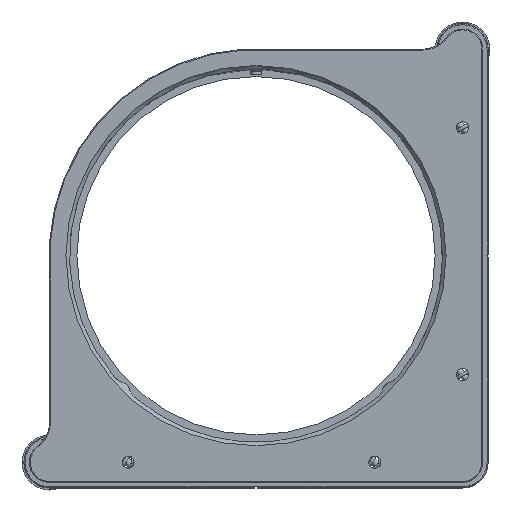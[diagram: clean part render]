
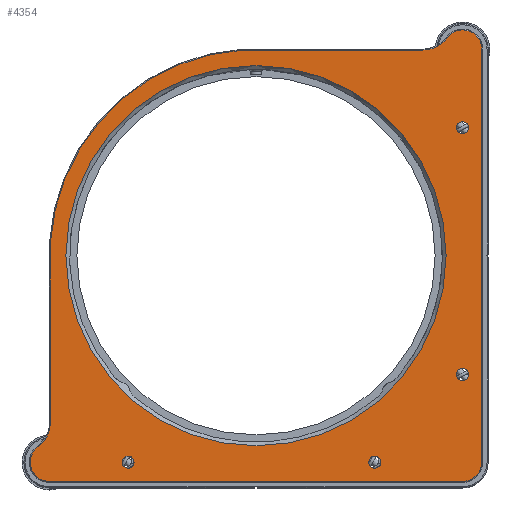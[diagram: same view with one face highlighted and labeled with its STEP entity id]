
A CAD part, top view. The second image highlights one B-rep face of the part: STEP entity #4354.
In plain terms, the highlighted planar face has unit normal (0, 0, -1).
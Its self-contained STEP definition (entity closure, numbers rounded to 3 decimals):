
#59 = CARTESIAN_POINT ( 'NONE',  ( 56.5, -61.75, 28.995 ) ) ;
#404 = CARTESIAN_POINT ( 'NONE',  ( 54.85, -32.5, 28.995 ) ) ;
#671 = CARTESIAN_POINT ( 'NONE',  ( 32.5, -56.5, 28.995 ) ) ;
#726 = CARTESIAN_POINT ( 'NONE',  ( 51., 56.25, 28.995 ) ) ;
#796 = DIRECTION ( 'NONE',  ( -1., 0., 0. ) ) ;
#810 = CIRCLE ( 'NONE', #9185, 56.358 ) ;
#1115 = DIRECTION ( 'NONE',  ( 0., 0., -1. ) ) ;
#1195 = EDGE_CURVE ( 'NONE', #12045, #21309, #810, .T. ) ;
#1314 = ORIENTED_EDGE ( 'NONE', *, *, #17260, .F. ) ;
#1363 = ORIENTED_EDGE ( 'NONE', *, *, #1195, .T. ) ;
#1748 = DIRECTION ( 'NONE',  ( -1., 0., 0. ) ) ;
#1913 = CIRCLE ( 'NONE', #13441, 8.25 ) ;
#1981 = CARTESIAN_POINT ( 'NONE',  ( -56.25, -51., 28.995 ) ) ;
#2270 = LINE ( 'NONE', #12325, #20036 ) ;
#2324 = LINE ( 'NONE', #10509, #18071 ) ;
#2366 = CIRCLE ( 'NONE', #15574, 5.25 ) ;
#2588 = AXIS2_PLACEMENT_3D ( 'NONE', #19917, #4618, #19484 ) ;
#2598 = VERTEX_POINT ( 'NONE', #6502 ) ;
#2756 = CARTESIAN_POINT ( 'NONE',  ( 0., 0., 28.995 ) ) ;
#2801 = CARTESIAN_POINT ( 'NONE',  ( 52.271, 59.611, 28.995 ) ) ;
#2920 = CARTESIAN_POINT ( 'NONE',  ( 56.5, -56.5, 28.995 ) ) ;
#3022 = CARTESIAN_POINT ( 'NONE',  ( -36.65, -56.5, 28.995 ) ) ;
#3297 = CARTESIAN_POINT ( 'NONE',  ( -64.5, -45.626, 28.995 ) ) ;
#3336 = VERTEX_POINT ( 'NONE', #6518 ) ;
#3507 = EDGE_CURVE ( 'NONE', #19714, #2598, #7789, .T. ) ;
#3897 = VERTEX_POINT ( 'NONE', #12097 ) ;
#3947 = AXIS2_PLACEMENT_3D ( 'NONE', #7293, #5440, #13850 ) ;
#4339 = DIRECTION ( 'NONE',  ( -1., 0., 0. ) ) ;
#4354 = ADVANCED_FACE ( 'NONE', ( #14336, #6029, #12695, #13344, #8098, #15083 ), #8308, .F. ) ;
#4375 = DIRECTION ( 'NONE',  ( 0., 0., -1. ) ) ;
#4618 = DIRECTION ( 'NONE',  ( 0., 0., -1. ) ) ;
#4639 = VERTEX_POINT ( 'NONE', #10277 ) ;
#4740 = AXIS2_PLACEMENT_3D ( 'NONE', #9937, #20314, #1748 ) ;
#4779 = ORIENTED_EDGE ( 'NONE', *, *, #10850, .F. ) ;
#5141 = DIRECTION ( 'NONE',  ( 0., 0., -1. ) ) ;
#5440 = DIRECTION ( 'NONE',  ( 0., 0., -1. ) ) ;
#5692 = EDGE_CURVE ( 'NONE', #15331, #16902, #2270, .T. ) ;
#5752 = DIRECTION ( 'NONE',  ( 1., 0., 0. ) ) ;
#5807 = DIRECTION ( 'NONE',  ( -1., 0., 0. ) ) ;
#6029 = FACE_BOUND ( 'NONE', #18222, .T. ) ;
#6502 = CARTESIAN_POINT ( 'NONE',  ( 61.75, 56.5, 28.995 ) ) ;
#6518 = CARTESIAN_POINT ( 'NONE',  ( 30.85, -56.5, 28.995 ) ) ;
#6582 = EDGE_CURVE ( 'NONE', #3897, #3897, #13419, .T. ) ;
#6730 = VERTEX_POINT ( 'NONE', #13070 ) ;
#6792 = DIRECTION ( 'NONE',  ( 0., 0., 1. ) ) ;
#6852 = VECTOR ( 'NONE', #5752, 1000. ) ;
#7293 = CARTESIAN_POINT ( 'NONE',  ( 56.5, 56.5, 28.995 ) ) ;
#7776 = DIRECTION ( 'NONE',  ( -1., 0., 0. ) ) ;
#7789 = CIRCLE ( 'NONE', #3947, 5.25 ) ;
#7839 = CARTESIAN_POINT ( 'NONE',  ( 45.626, 56.25, 28.995 ) ) ;
#8075 = EDGE_LOOP ( 'NONE', ( #16009, #13600, #12566, #11270, #17439, #16144, #1363, #16031, #16227, #13265 ) ) ;
#8098 = FACE_BOUND ( 'NONE', #16537, .T. ) ;
#8249 = VERTEX_POINT ( 'NONE', #3022 ) ;
#8308 = PLANE ( 'NONE',  #16864 ) ;
#8473 = VERTEX_POINT ( 'NONE', #12597 ) ;
#8706 = VERTEX_POINT ( 'NONE', #404 ) ;
#8740 = EDGE_CURVE ( 'NONE', #11008, #8473, #1913, .T. ) ;
#8923 = EDGE_LOOP ( 'NONE', ( #1314 ) ) ;
#9046 = CARTESIAN_POINT ( 'NONE',  ( -56.25, -45.626, 28.995 ) ) ;
#9185 = AXIS2_PLACEMENT_3D ( 'NONE', #2756, #1115, #7776 ) ;
#9313 = DIRECTION ( 'NONE',  ( 0., 1., 0. ) ) ;
#9379 = CIRCLE ( 'NONE', #12150, 1.65 ) ;
#9411 = CIRCLE ( 'NONE', #11846, 52. ) ;
#9937 = CARTESIAN_POINT ( 'NONE',  ( 56.5, -32.5, 28.995 ) ) ;
#10277 = CARTESIAN_POINT ( 'NONE',  ( 61.75, -56.5, 28.995 ) ) ;
#10509 = CARTESIAN_POINT ( 'NONE',  ( 61.75, 0., 28.995 ) ) ;
#10731 = CARTESIAN_POINT ( 'NONE',  ( -56.5, -56.5, 28.995 ) ) ;
#10850 = EDGE_CURVE ( 'NONE', #8706, #8706, #18353, .T. ) ;
#10922 = DIRECTION ( 'NONE',  ( -1., 0., 0. ) ) ;
#11008 = VERTEX_POINT ( 'NONE', #9046 ) ;
#11270 = ORIENTED_EDGE ( 'NONE', *, *, #17981, .T. ) ;
#11380 = DIRECTION ( 'NONE',  ( 1., 0., 0. ) ) ;
#11803 = DIRECTION ( 'NONE',  ( 1., 0., 0. ) ) ;
#11846 = AXIS2_PLACEMENT_3D ( 'NONE', #20114, #5141, #11803 ) ;
#12031 = CARTESIAN_POINT ( 'NONE',  ( -56.5, -61.75, 28.995 ) ) ;
#12045 = VERTEX_POINT ( 'NONE', #12196 ) ;
#12095 = EDGE_CURVE ( 'NONE', #21309, #13616, #20723, .T. ) ;
#12097 = CARTESIAN_POINT ( 'NONE',  ( 54.85, 35., 28.995 ) ) ;
#12150 = AXIS2_PLACEMENT_3D ( 'NONE', #15735, #18811, #10922 ) ;
#12196 = CARTESIAN_POINT ( 'NONE',  ( -56.25, 3.492, 28.995 ) ) ;
#12325 = CARTESIAN_POINT ( 'NONE',  ( 0., -61.75, 28.995 ) ) ;
#12341 = CARTESIAN_POINT ( 'NONE',  ( -3.492, 56.25, 28.995 ) ) ;
#12566 = ORIENTED_EDGE ( 'NONE', *, *, #5692, .T. ) ;
#12597 = CARTESIAN_POINT ( 'NONE',  ( -59.611, -52.271, 28.995 ) ) ;
#12695 = FACE_BOUND ( 'NONE', #18934, .T. ) ;
#13070 = CARTESIAN_POINT ( 'NONE',  ( 52., 0., 28.995 ) ) ;
#13133 = CARTESIAN_POINT ( 'NONE',  ( 0., 0., 28.995 ) ) ;
#13254 = AXIS2_PLACEMENT_3D ( 'NONE', #671, #4375, #5807 ) ;
#13265 = ORIENTED_EDGE ( 'NONE', *, *, #3507, .T. ) ;
#13344 = FACE_BOUND ( 'NONE', #8923, .T. ) ;
#13419 = CIRCLE ( 'NONE', #2588, 1.65 ) ;
#13441 = AXIS2_PLACEMENT_3D ( 'NONE', #3297, #13467, #11380 ) ;
#13460 = DIRECTION ( 'NONE',  ( 1., 0., 0. ) ) ;
#13467 = DIRECTION ( 'NONE',  ( 0., 0., -1. ) ) ;
#13575 = DIRECTION ( 'NONE',  ( 0., 1., 0. ) ) ;
#13576 = VECTOR ( 'NONE', #13575, 1000. ) ;
#13600 = ORIENTED_EDGE ( 'NONE', *, *, #16468, .T. ) ;
#13616 = VERTEX_POINT ( 'NONE', #7839 ) ;
#13850 = DIRECTION ( 'NONE',  ( -1., 0., 0. ) ) ;
#13942 = CARTESIAN_POINT ( 'NONE',  ( 45.626, 64.5, 28.995 ) ) ;
#14204 = ORIENTED_EDGE ( 'NONE', *, *, #20729, .F. ) ;
#14336 = FACE_BOUND ( 'NONE', #15492, .T. ) ;
#14585 = EDGE_CURVE ( 'NONE', #19714, #13616, #16305, .T. ) ;
#14929 = ORIENTED_EDGE ( 'NONE', *, *, #6582, .F. ) ;
#15083 = FACE_OUTER_BOUND ( 'NONE', #8075, .T. ) ;
#15331 = VERTEX_POINT ( 'NONE', #59 ) ;
#15492 = EDGE_LOOP ( 'NONE', ( #14929 ) ) ;
#15574 = AXIS2_PLACEMENT_3D ( 'NONE', #2920, #19311, #4339 ) ;
#15642 = EDGE_CURVE ( 'NONE', #4639, #2598, #2324, .T. ) ;
#15735 = CARTESIAN_POINT ( 'NONE',  ( -35., -56.5, 28.995 ) ) ;
#15871 = DIRECTION ( 'NONE',  ( 0., 0., -1. ) ) ;
#16009 = ORIENTED_EDGE ( 'NONE', *, *, #15642, .F. ) ;
#16031 = ORIENTED_EDGE ( 'NONE', *, *, #12095, .T. ) ;
#16144 = ORIENTED_EDGE ( 'NONE', *, *, #18227, .T. ) ;
#16227 = ORIENTED_EDGE ( 'NONE', *, *, #14585, .F. ) ;
#16305 = CIRCLE ( 'NONE', #18749, 8.25 ) ;
#16468 = EDGE_CURVE ( 'NONE', #4639, #15331, #2366, .T. ) ;
#16537 = EDGE_LOOP ( 'NONE', ( #14204 ) ) ;
#16864 = AXIS2_PLACEMENT_3D ( 'NONE', #13133, #6792, #13460 ) ;
#16902 = VERTEX_POINT ( 'NONE', #12031 ) ;
#17260 = EDGE_CURVE ( 'NONE', #3336, #3336, #19887, .T. ) ;
#17439 = ORIENTED_EDGE ( 'NONE', *, *, #8740, .F. ) ;
#17542 = ORIENTED_EDGE ( 'NONE', *, *, #18469, .F. ) ;
#17981 = EDGE_CURVE ( 'NONE', #16902, #8473, #20539, .T. ) ;
#18071 = VECTOR ( 'NONE', #9313, 1000. ) ;
#18222 = EDGE_LOOP ( 'NONE', ( #4779 ) ) ;
#18227 = EDGE_CURVE ( 'NONE', #11008, #12045, #20022, .T. ) ;
#18353 = CIRCLE ( 'NONE', #4740, 1.65 ) ;
#18469 = EDGE_CURVE ( 'NONE', #8249, #8249, #9379, .T. ) ;
#18749 = AXIS2_PLACEMENT_3D ( 'NONE', #13942, #18756, #20611 ) ;
#18756 = DIRECTION ( 'NONE',  ( 0., 0., -1. ) ) ;
#18811 = DIRECTION ( 'NONE',  ( 0., 0., -1. ) ) ;
#18934 = EDGE_LOOP ( 'NONE', ( #17542 ) ) ;
#18991 = DIRECTION ( 'NONE',  ( -1., 0., 0. ) ) ;
#19311 = DIRECTION ( 'NONE',  ( 0., 0., -1. ) ) ;
#19484 = DIRECTION ( 'NONE',  ( -1., 0., 0. ) ) ;
#19714 = VERTEX_POINT ( 'NONE', #2801 ) ;
#19887 = CIRCLE ( 'NONE', #13254, 1.65 ) ;
#19917 = CARTESIAN_POINT ( 'NONE',  ( 56.5, 35., 28.995 ) ) ;
#20022 = LINE ( 'NONE', #1981, #13576 ) ;
#20036 = VECTOR ( 'NONE', #18991, 1000. ) ;
#20114 = CARTESIAN_POINT ( 'NONE',  ( 0., 0., 28.995 ) ) ;
#20191 = AXIS2_PLACEMENT_3D ( 'NONE', #10731, #15871, #796 ) ;
#20314 = DIRECTION ( 'NONE',  ( 0., 0., -1. ) ) ;
#20539 = CIRCLE ( 'NONE', #20191, 5.25 ) ;
#20611 = DIRECTION ( 'NONE',  ( 1., 0., 0. ) ) ;
#20723 = LINE ( 'NONE', #726, #6852 ) ;
#20729 = EDGE_CURVE ( 'NONE', #6730, #6730, #9411, .T. ) ;
#21309 = VERTEX_POINT ( 'NONE', #12341 ) ;
